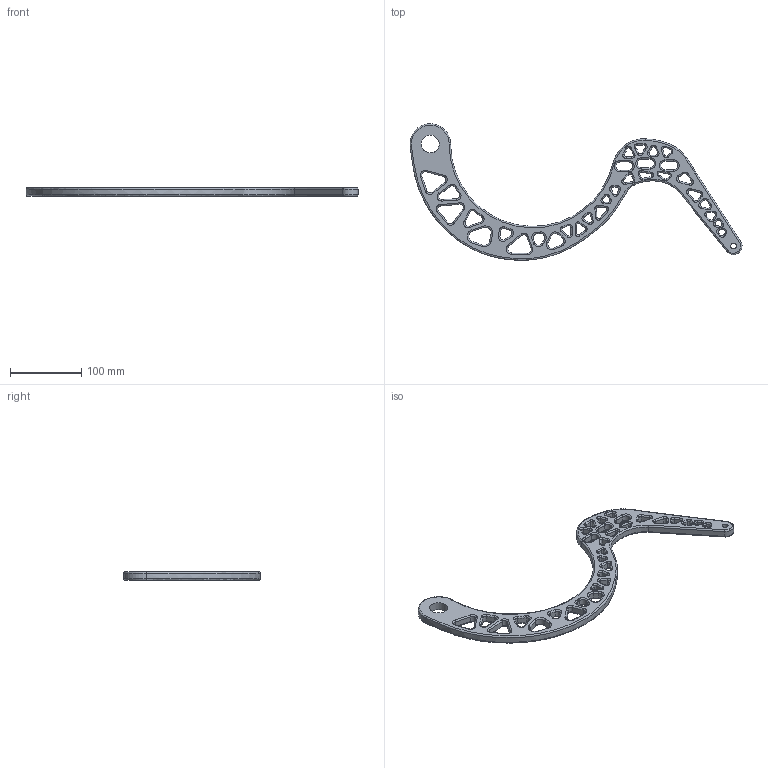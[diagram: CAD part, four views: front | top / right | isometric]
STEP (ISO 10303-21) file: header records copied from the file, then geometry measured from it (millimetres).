
FILE_DESCRIPTION(/* description */ (''),/* implementation_level */ '2;1');
FILE_NAME(/* name */ 'v2 Gooseneck Bar.step',/* time_stamp */ '2018-01-12T21:11:42-05:00',/* author */ (''),/* organization */ (''),/* preprocessor_version */ 'ST-DEVELOPER v16.13',/* originating_system */ 'Autodesk Translation Framework v6.5.0.72',/* authorisation */ '');
FILE_SCHEMA (('AUTOMOTIVE_DESIGN { 1 0 10303 214 3 1 1 }'));
Length unit declared in the file: millimetre
Products named in the file (1): FusionComponent
Bounding box: 465.58 x 191.39 x 12 mm (x, y, z)
Volume: 251920.3 mm3; surface area: 75240 mm2
Topology: 1 solids, 1 shells, 568 faces, 1324 edges, 758 vertices
Faces by surface type: cylinder 258, torus 200, plane 80, bspline 30
Full cylindrical faces by diameter (mm): 8 x1, 25 x1
Entity records: 17994 total; most frequent: CARTESIAN_POINT 4549, DIRECTION 3130, ORIENTED_EDGE 2648, EDGE_CURVE 1324, AXIS2_PLACEMENT_3D 1315, CIRCLE 776, VERTEX_POINT 758, EDGE_LOOP 634
